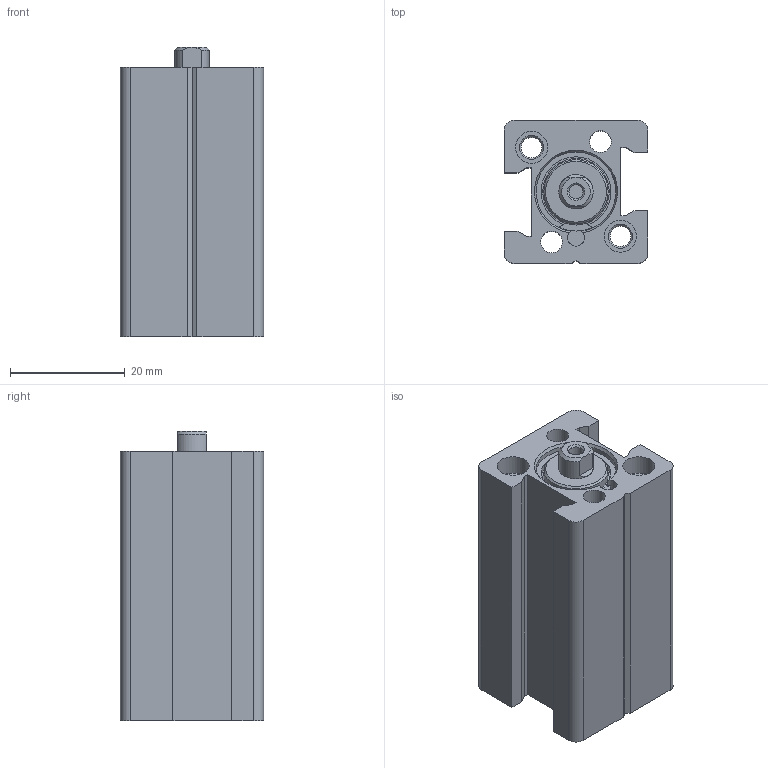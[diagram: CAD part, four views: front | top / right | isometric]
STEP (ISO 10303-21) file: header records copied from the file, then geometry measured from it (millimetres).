
FILE_DESCRIPTION((''),'2;1');
FILE_NAME('FDM012.020.GS.F.stp','2014-05-30T10:53:19',('carlo.corazza'),(''),'Autodesk Inventor 2012','Autodesk Inventor 2012','');
FILE_SCHEMA(('AUTOMOTIVE_DESIGN { 1 0 10303 214 1 1 1 1 }'));
Length unit declared in the file: millimetre
Products named in the file (4): FDM012..GS.F; CORPO-020; STELO-020; TA
Assembly tree (3 placements, depth 2):
  FDM012..GS.F
    CORPO-020
    STELO-020
    TA
Bounding box: 25 x 25 x 50.5 mm (x, y, z)
Volume: 22611.4 mm3; surface area: 10463.3 mm2
Topology: 3 solids, 3 shells, 97 faces, 225 edges, 145 vertices
Faces by surface type: plane 48, cylinder 31, cone 14, torus 4
Full cylindrical faces by diameter (mm): 1 x2, 2.459 x2, 3.6 x2, 3.8 x2, 4.134 x2, 4.5 x1, 5.6 x4, 6 x2, 9.35 x1, 11.2 x1, 13.7 x1
Entity records: 2842 total; most frequent: CARTESIAN_POINT 525, DIRECTION 457, ORIENTED_EDGE 360, AXIS2_PLACEMENT_3D 182, EDGE_CURVE 180, EDGE_LOOP 153, VERTEX_POINT 135, FACE_OUTER_BOUND 97
